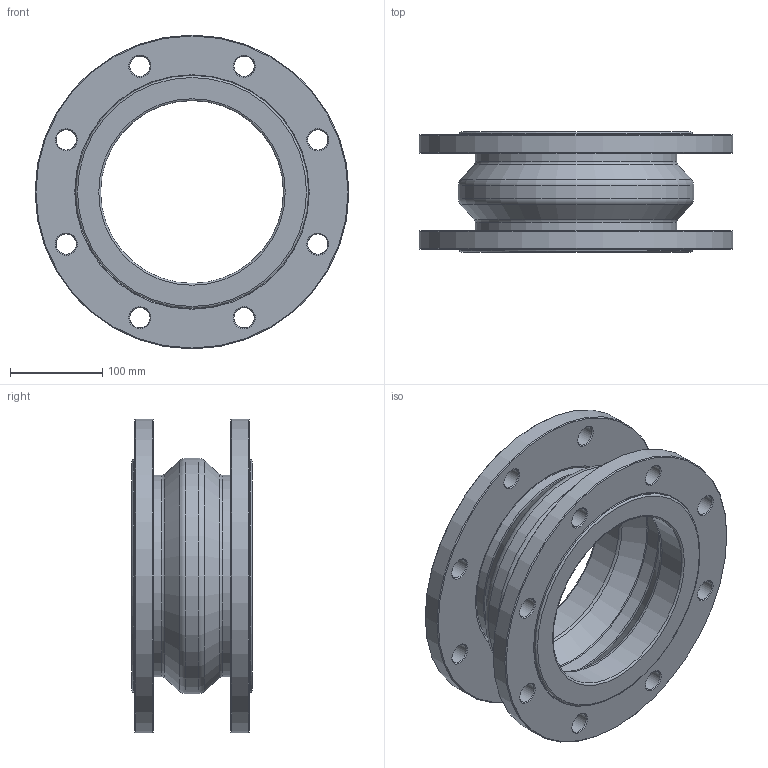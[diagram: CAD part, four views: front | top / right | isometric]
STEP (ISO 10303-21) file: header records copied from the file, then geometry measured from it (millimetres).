
FILE_DESCRIPTION(/* description */ (''),/* implementation_level */ '2;1');
FILE_NAME(/* name */ 'G_0200_130_010_HKS-R.stp',/* time_stamp */ '2022-07-04T15:26:27+02:00',/* author */ ('TKopatzki'),/* organization */ (''),/* preprocessor_version */ 'ST-DEVELOPER v19',/* originating_system */ 'Autodesk Inventor 2023',/* authorisation */ '');
FILE_SCHEMA (('AUTOMOTIVE_DESIGN { 1 0 10303 214 3 1 1 }'));
Length unit declared in the file: millimetre
Products named in the file (3): G_0200_130_010_HKS-R; GK_R_DN200_Balg; G_0200_010_Flansch
Assembly tree (3 placements, depth 2):
  G_0200_130_010_HKS-R
    GK_R_DN200_Balg
    G_0200_010_Flansch  x2
Bounding box: 340 x 130 x 340 mm (x, y, z)
Volume: 2974206.5 mm3; surface area: 573467.7 mm2
Topology: 3 solids, 3 shells, 120 faces, 286 edges, 180 vertices
Faces by surface type: cone 42, cylinder 34, torus 30, plane 14
Full cylindrical faces by diameter (mm): 22 x16, 198 x2, 218 x4, 228 x4, 237 x1, 252 x4, 255 x1, 340 x2
Entity records: 2612 total; most frequent: DIRECTION 517, CARTESIAN_POINT 405, ORIENTED_EDGE 388, AXIS2_PLACEMENT_3D 236, EDGE_CURVE 194, CIRCLE 149, VERTEX_POINT 124, EDGE_LOOP 106
